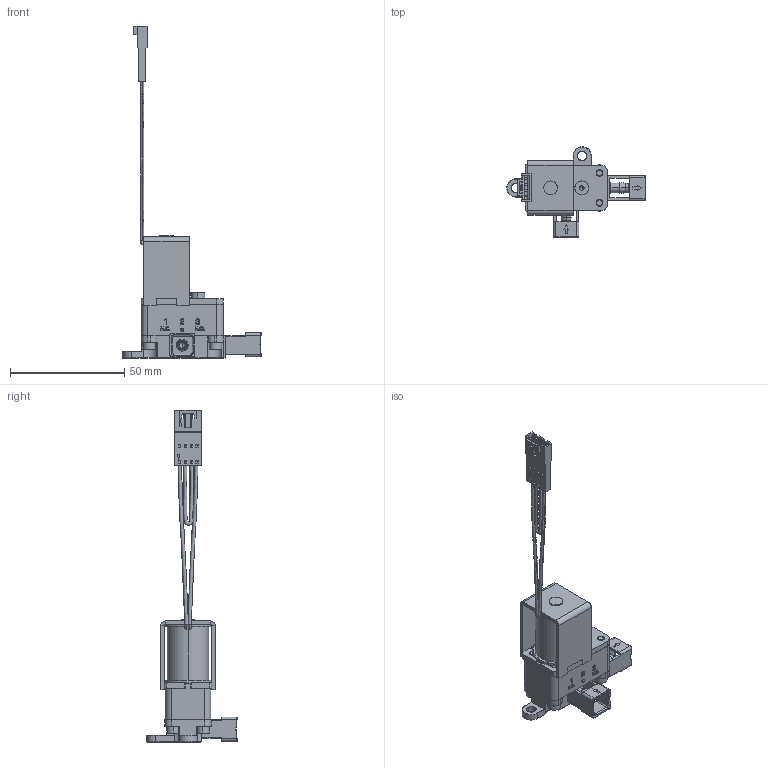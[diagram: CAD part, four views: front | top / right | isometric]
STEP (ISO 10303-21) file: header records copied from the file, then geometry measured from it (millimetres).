
FILE_DESCRIPTION((''),'2;1');
FILE_NAME('KSV2WK-24B_ASM','2018-03-23T',('shensg'),(''),'CREO PARAMETRIC BY PTC INC, 2015200','CREO PARAMETRIC BY PTC INC, 2015200','');
FILE_SCHEMA(('CONFIG_CONTROL_DESIGN'));
Length unit declared in the file: millimetre
Products named in the file (19): MSBR-14_1_1_1; MSBR-13_1_1_1; MSBR-12_1_1_1; MSBR-11_1_1_1; MSBR-10_1_1_1; MSBR-9_1_1_1; MSBR-8_1_1_1; MSBR-7_1_1_1; MSBR-6_1_1_1; MSBR-5_1_1_1; MSBR-4_1_1_1; MSBR-3_1_1_1; MSBR-2_1_1_1; MSBR-1_1_1_1; KSV2WK-24B_ASM_1_ASM_1_ASM_1_ASM; KSV2WK-24B_ASM_1_ASM_1_ASM; SV2WKLW1-2_17; KSV2WK-24B_ASM_1_ASM; KSV2WK-24B_ASM
Assembly tree (18 placements, depth 5):
  KSV2WK-24B_ASM
    KSV2WK-24B_ASM_1_ASM
      KSV2WK-24B_ASM_1_ASM_1_ASM
        KSV2WK-24B_ASM_1_ASM_1_ASM_1_ASM
          MSBR-14_1_1_1
          MSBR-13_1_1_1
          MSBR-12_1_1_1
          MSBR-11_1_1_1
          MSBR-10_1_1_1
          MSBR-9_1_1_1
          MSBR-8_1_1_1
          MSBR-7_1_1_1
          MSBR-6_1_1_1
          MSBR-5_1_1_1
          MSBR-4_1_1_1
          MSBR-3_1_1_1
          MSBR-2_1_1_1
          MSBR-1_1_1_1
      SV2WKLW1-2_17
Bounding box: 60.49 x 39.49 x 144.99 mm (x, y, z)
Volume: 15365.1 mm3; surface area: 22912.8 mm2
Topology: 14 solids, 14 shells, 945 faces, 2588 edges, 1689 vertices
Faces by surface type: plane 467, cylinder 309, torus 72, extrusion 43, bspline 32, sphere 14, cone 8
Entity records: 50700 total; most frequent: CARTESIAN_POINT 13143, ORIENTED_EDGE 5144, DIRECTION 5031, PRESENTATION_STYLE_ASSIGNMENT 3032, STYLED_ITEM 3032, EDGE_CURVE 2572, CURVE_STYLE 2219, AXIS2_PLACEMENT_3D 1740
